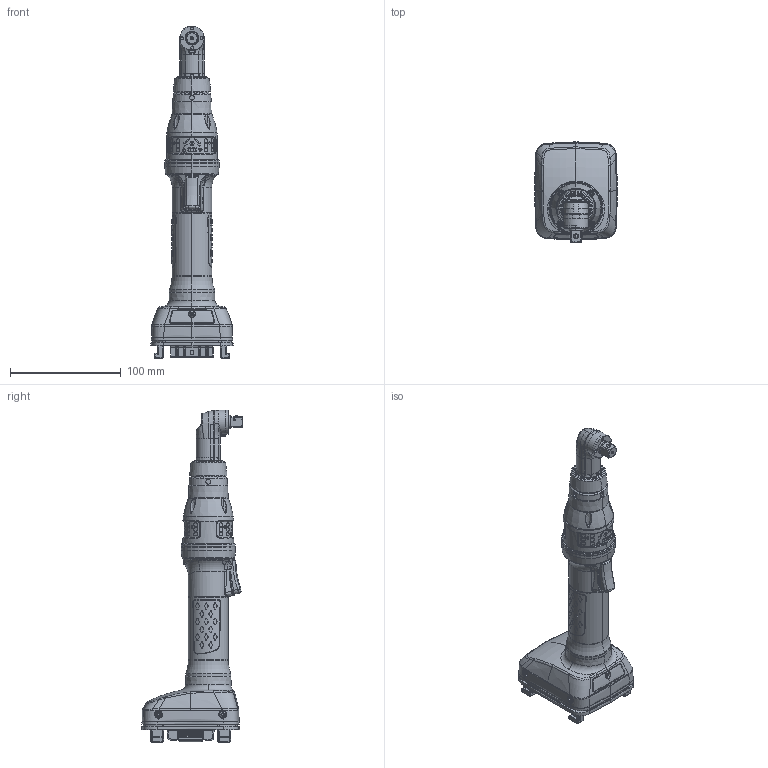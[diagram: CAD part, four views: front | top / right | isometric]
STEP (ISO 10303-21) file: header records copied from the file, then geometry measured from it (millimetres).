
FILE_DESCRIPTION((''),'2;1');
FILE_NAME('EXT_COMP_SW0011','2022-03-22T12:15:33',('a00520337'),(''),'CREO PARAMETRIC BY PTC INC, 2020281','CREO PARAMETRIC BY PTC INC, 2020281','');
FILE_SCHEMA(('CONFIG_CONTROL_DESIGN','GEOMETRIC_VALIDATION_PROPERTIES_MIM'));
Length unit declared in the file: millimetre
Products named in the file (1): EXT_COMP_SW0011
Bounding box: 74.45 x 91 x 300.3 mm (x, y, z)
Volume: 474746.4 mm3; surface area: 64702.1 mm2
Topology: 1 solids, 9 shells, 3002 faces, 7672 edges, 4847 vertices
Faces by surface type: plane 901, bspline 898, cylinder 633, extrusion 306, torus 126, cone 104, sphere 30, revolution 4
Entity records: 183975 total; most frequent: CARTESIAN_POINT 100242, ORIENTED_EDGE 15316, DIRECTION 10270, EDGE_CURVE 7658, VERTEX_POINT 4847, VECTOR 3472, AXIS2_PLACEMENT_3D 3397, EDGE_LOOP 3201
